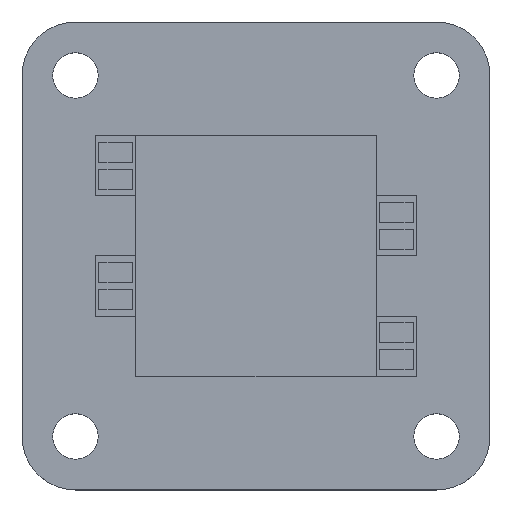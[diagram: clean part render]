
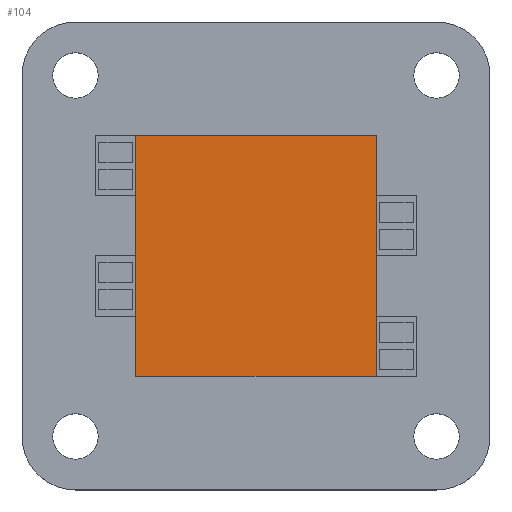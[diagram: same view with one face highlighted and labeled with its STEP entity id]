
A CAD part, top view. The second image highlights one B-rep face of the part: STEP entity #104.
In plain terms, the highlighted planar face has unit normal (0, 0, 1).
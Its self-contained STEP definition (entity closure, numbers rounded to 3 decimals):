
#70 = ORIENTED_EDGE ( 'NONE', *, *, #1539, .T. ) ;
#80 = AXIS2_PLACEMENT_3D ( 'NONE', #1098, #1488, #345 ) ;
#100 = CARTESIAN_POINT ( 'NONE',  ( 26.5, 26.5, 1.6 ) ) ;
#104 = ADVANCED_FACE ( 'NONE', ( #1156 ), #878, .T. ) ;
#108 = DIRECTION ( 'NONE',  ( 0., 1., 0. ) ) ;
#162 = CARTESIAN_POINT ( 'NONE',  ( 8.5, 26.5, 1.6 ) ) ;
#222 = VECTOR ( 'NONE', #108, 1000. ) ;
#284 = LINE ( 'NONE', #100, #222 ) ;
#345 = DIRECTION ( 'NONE',  ( 1., 0., 0. ) ) ;
#470 = CARTESIAN_POINT ( 'NONE',  ( 8.5, 26.5, 1.6 ) ) ;
#724 = ORIENTED_EDGE ( 'NONE', *, *, #2077, .T. ) ;
#878 = PLANE ( 'NONE',  #80 ) ;
#992 = VERTEX_POINT ( 'NONE', #2226 ) ;
#1098 = CARTESIAN_POINT ( 'NONE',  ( 0., 0., 1.6 ) ) ;
#1156 = FACE_OUTER_BOUND ( 'NONE', #2424, .T. ) ;
#1194 = LINE ( 'NONE', #162, #1648 ) ;
#1225 = VERTEX_POINT ( 'NONE', #1373 ) ;
#1240 = VERTEX_POINT ( 'NONE', #2165 ) ;
#1373 = CARTESIAN_POINT ( 'NONE',  ( 8.5, 26.5, 1.6 ) ) ;
#1378 = ORIENTED_EDGE ( 'NONE', *, *, #2377, .T. ) ;
#1384 = CARTESIAN_POINT ( 'NONE',  ( 8.5, 8.5, 1.6 ) ) ;
#1425 = ORIENTED_EDGE ( 'NONE', *, *, #1717, .T. ) ;
#1432 = DIRECTION ( 'NONE',  ( -1., 0., 0. ) ) ;
#1488 = DIRECTION ( 'NONE',  ( 0., 0., 1. ) ) ;
#1539 = EDGE_CURVE ( 'NONE', #992, #1225, #2222, .T. ) ;
#1648 = VECTOR ( 'NONE', #2219, 1000. ) ;
#1716 = VECTOR ( 'NONE', #1432, 1000. ) ;
#1717 = EDGE_CURVE ( 'NONE', #1225, #2206, #1194, .T. ) ;
#1824 = VECTOR ( 'NONE', #2061, 1000. ) ;
#2061 = DIRECTION ( 'NONE',  ( 1., 0., 0. ) ) ;
#2077 = EDGE_CURVE ( 'NONE', #2206, #1240, #2332, .T. ) ;
#2165 = CARTESIAN_POINT ( 'NONE',  ( 26.5, 8.5, 1.6 ) ) ;
#2206 = VERTEX_POINT ( 'NONE', #1384 ) ;
#2219 = DIRECTION ( 'NONE',  ( 0., -1., 0. ) ) ;
#2222 = LINE ( 'NONE', #470, #1716 ) ;
#2226 = CARTESIAN_POINT ( 'NONE',  ( 26.5, 26.5, 1.6 ) ) ;
#2309 = CARTESIAN_POINT ( 'NONE',  ( 8.5, 8.5, 1.6 ) ) ;
#2332 = LINE ( 'NONE', #2309, #1824 ) ;
#2377 = EDGE_CURVE ( 'NONE', #1240, #992, #284, .T. ) ;
#2424 = EDGE_LOOP ( 'NONE', ( #1378, #70, #1425, #724 ) ) ;
